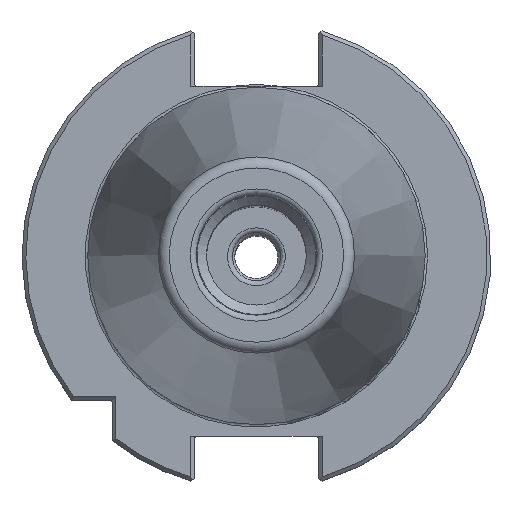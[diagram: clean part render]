
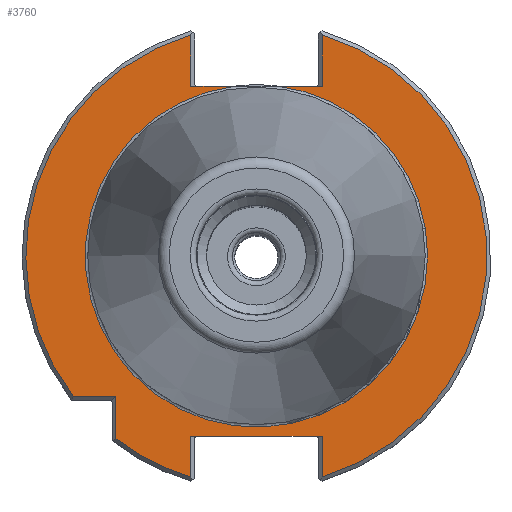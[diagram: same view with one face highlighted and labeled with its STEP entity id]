
A CAD part, top view. The second image highlights one B-rep face of the part: STEP entity #3760.
In plain terms, the highlighted planar face has unit normal (0, 0, 1).
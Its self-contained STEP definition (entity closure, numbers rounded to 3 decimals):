
#117=LINE('',#5385,#221);
#121=LINE('',#5401,#225);
#133=LINE('',#5543,#237);
#138=LINE('',#5557,#242);
#159=LINE('',#5623,#263);
#160=LINE('',#5625,#264);
#161=LINE('',#5627,#265);
#162=LINE('',#5628,#266);
#163=LINE('',#5629,#267);
#221=VECTOR('',#4565,1000.);
#225=VECTOR('',#4575,1000.);
#237=VECTOR('',#4645,1000.);
#242=VECTOR('',#4656,1000.);
#263=VECTOR('',#4715,1000.);
#264=VECTOR('',#4718,1000.);
#265=VECTOR('',#4719,1000.);
#266=VECTOR('',#4720,1000.);
#267=VECTOR('',#4721,1000.);
#403=PLANE('',#4064);
#834=ORIENTED_EDGE('',*,*,#1214,.T.);
#835=ORIENTED_EDGE('',*,*,#1288,.T.);
#836=ORIENTED_EDGE('',*,*,#1289,.F.);
#837=ORIENTED_EDGE('',*,*,#1290,.T.);
#838=ORIENTED_EDGE('',*,*,#1216,.T.);
#839=ORIENTED_EDGE('',*,*,#1258,.T.);
#840=ORIENTED_EDGE('',*,*,#1291,.F.);
#841=ORIENTED_EDGE('',*,*,#1212,.F.);
#842=ORIENTED_EDGE('',*,*,#1292,.F.);
#843=ORIENTED_EDGE('',*,*,#1251,.T.);
#844=ORIENTED_EDGE('',*,*,#1209,.T.);
#845=ORIENTED_EDGE('',*,*,#1208,.T.);
#846=ORIENTED_EDGE('',*,*,#1201,.T.);
#1201=EDGE_CURVE('',#1497,#1496,#117,.T.);
#1208=EDGE_CURVE('',#1500,#1497,#121,.T.);
#1209=EDGE_CURVE('',#1502,#1500,#1707,.T.);
#1212=EDGE_CURVE('',#1504,#1503,#1709,.T.);
#1214=EDGE_CURVE('',#1496,#1505,#1710,.T.);
#1216=EDGE_CURVE('',#1508,#1507,#1711,.T.);
#1251=EDGE_CURVE('',#1531,#1502,#133,.T.);
#1258=EDGE_CURVE('',#1507,#1536,#138,.T.);
#1288=EDGE_CURVE('',#1505,#1554,#159,.T.);
#1289=EDGE_CURVE('',#1555,#1554,#160,.T.);
#1290=EDGE_CURVE('',#1555,#1508,#161,.T.);
#1291=EDGE_CURVE('',#1503,#1536,#162,.T.);
#1292=EDGE_CURVE('',#1531,#1504,#163,.T.);
#1496=VERTEX_POINT('',#5384);
#1497=VERTEX_POINT('',#5386);
#1500=VERTEX_POINT('',#5397);
#1502=VERTEX_POINT('',#5404);
#1503=VERTEX_POINT('',#5411);
#1504=VERTEX_POINT('',#5412);
#1505=VERTEX_POINT('',#5419);
#1507=VERTEX_POINT('',#5427);
#1508=VERTEX_POINT('',#5429);
#1531=VERTEX_POINT('',#5544);
#1536=VERTEX_POINT('',#5556);
#1554=VERTEX_POINT('',#5622);
#1555=VERTEX_POINT('',#5626);
#1707=CIRCLE('',#4014,47.95);
#1709=CIRCLE('',#4017,35.591);
#1710=CIRCLE('',#4019,47.95);
#1711=CIRCLE('',#4021,47.95);
#1949=EDGE_LOOP('',(#834,#835,#836,#837,#838,#839,#840,#841,#842,#843,#844,
#845,#846));
#2236=FACE_BOUND('',#1949,.T.);
#3760=ADVANCED_FACE('',(#2236),#403,.T.);
#4014=AXIS2_PLACEMENT_3D('',#5403,#4578,#4579);
#4017=AXIS2_PLACEMENT_3D('',#5413,#4584,#4585);
#4019=AXIS2_PLACEMENT_3D('',#5420,#4588,#4589);
#4021=AXIS2_PLACEMENT_3D('',#5428,#4592,#4593);
#4064=AXIS2_PLACEMENT_3D('',#5624,#4716,#4717);
#4565=DIRECTION('',(0.,-1.,0.));
#4575=DIRECTION('',(1.,0.,0.));
#4578=DIRECTION('',(0.,0.,1.));
#4579=DIRECTION('',(1.,0.,0.));
#4584=DIRECTION('',(0.,0.,1.));
#4585=DIRECTION('',(1.,0.,0.));
#4588=DIRECTION('',(0.,0.,1.));
#4589=DIRECTION('',(1.,0.,0.));
#4592=DIRECTION('',(0.,0.,1.));
#4593=DIRECTION('',(1.,0.,0.));
#4645=DIRECTION('',(0.,1.,0.));
#4656=DIRECTION('',(0.,-1.,0.));
#4715=DIRECTION('',(0.,1.,0.));
#4716=DIRECTION('',(0.,0.,1.));
#4717=DIRECTION('',(1.,0.,0.));
#4718=DIRECTION('',(-1.,0.,0.));
#4719=DIRECTION('',(0.,-1.,0.));
#4720=DIRECTION('',(1.,0.,0.));
#4721=DIRECTION('',(1.,0.,0.));
#5384=CARTESIAN_POINT('',(-29.2,-38.034,-3.2));
#5385=CARTESIAN_POINT('',(-29.2,-38.616,-3.2));
#5386=CARTESIAN_POINT('',(-29.2,-29.2,-3.2));
#5397=CARTESIAN_POINT('',(-38.034,-29.2,-3.2));
#5401=CARTESIAN_POINT('',(-30.,-29.2,-3.2));
#5403=CARTESIAN_POINT('',(0.,0.,-3.2));
#5404=CARTESIAN_POINT('',(-13.65,45.966,-3.2));
#5411=CARTESIAN_POINT('',(4.543,35.3,-3.2));
#5412=CARTESIAN_POINT('',(-4.543,35.3,-3.2));
#5413=CARTESIAN_POINT('',(0.,0.,-3.2));
#5419=CARTESIAN_POINT('',(-13.65,-45.966,-3.2));
#5420=CARTESIAN_POINT('',(0.,0.,-3.2));
#5427=CARTESIAN_POINT('',(13.65,45.966,-3.2));
#5428=CARTESIAN_POINT('',(0.,0.,-3.2));
#5429=CARTESIAN_POINT('',(13.65,-45.966,-3.2));
#5543=CARTESIAN_POINT('',(-13.65,47.181,-3.2));
#5544=CARTESIAN_POINT('',(-13.65,35.3,-3.2));
#5556=CARTESIAN_POINT('',(13.65,35.3,-3.2));
#5557=CARTESIAN_POINT('',(13.65,35.3,-3.2));
#5622=CARTESIAN_POINT('',(-13.65,-37.5,-3.2));
#5623=CARTESIAN_POINT('',(-13.65,-37.5,-3.2));
#5624=CARTESIAN_POINT('',(35.591,0.,-3.2));
#5625=CARTESIAN_POINT('',(12.85,-37.5,-3.2));
#5626=CARTESIAN_POINT('',(13.65,-37.5,-3.2));
#5627=CARTESIAN_POINT('',(13.65,-47.181,-3.2));
#5628=CARTESIAN_POINT('',(-12.85,35.3,-3.2));
#5629=CARTESIAN_POINT('',(-12.85,35.3,-3.2));
